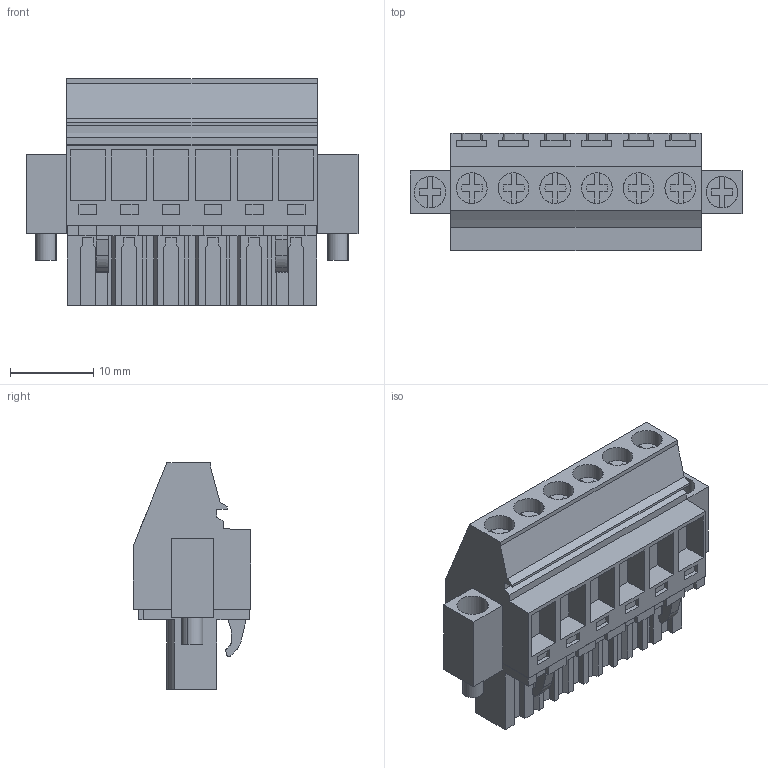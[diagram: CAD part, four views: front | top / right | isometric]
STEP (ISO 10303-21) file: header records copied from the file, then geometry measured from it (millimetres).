
FILE_DESCRIPTION(('CATIA V5 STEP Exchange','CAx-IF Rec.Pracs.--- Model Styling and Organization---1.2---2011-12-15'),'2;1');
FILE_NAME ('D1460502_0_1960420000_1960420000.stp','2017-09-20T17:06:02+00:00',('none'),('Weidmueller'),'CATIA Version 5-6 Release 2014','CATIA V5 STEP AP214','none');
FILE_SCHEMA(('AUTOMOTIVE_DESIGN { 1 0 10303 214 1 1 1 1 }'));
Length unit declared in the file: millimetre
Products named in the file (1): 1960420000
Bounding box: 39.8 x 14.05 x 27.2 mm (x, y, z)
Volume: 7246 mm3; surface area: 5008.1 mm2
Topology: 9 solids, 9 shells, 480 faces, 1298 edges, 867 vertices
Faces by surface type: plane 398, cylinder 72, extrusion 10
Entity records: 14139 total; most frequent: CARTESIAN_POINT 2689, ORIENTED_EDGE 2596, DIRECTION 1901, EDGE_CURVE 1298, VECTOR 1097, LINE 1087, VERTEX_POINT 867, EDGE_LOOP 517
